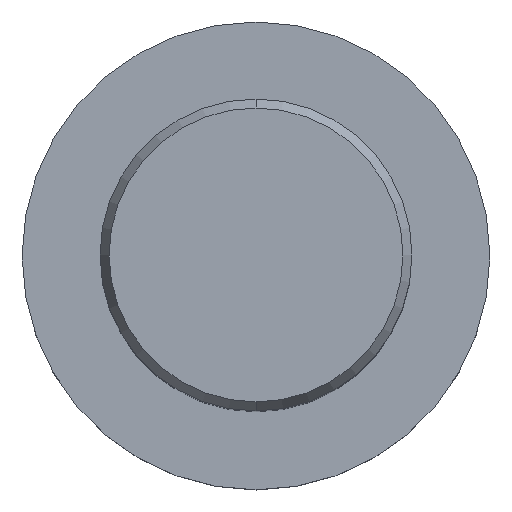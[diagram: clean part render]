
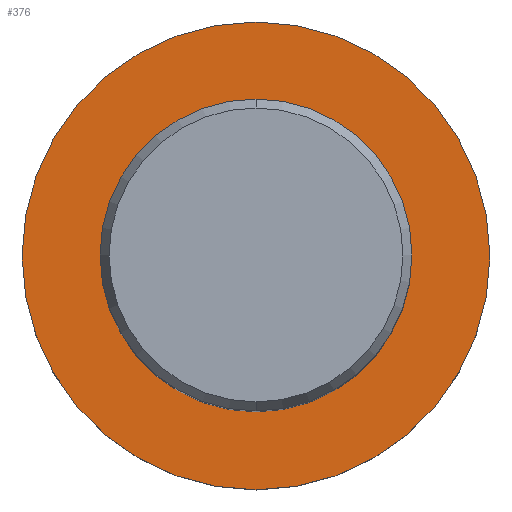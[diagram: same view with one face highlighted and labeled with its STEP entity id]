
A CAD part, top view. The second image highlights one B-rep face of the part: STEP entity #376.
In plain terms, the highlighted planar face has unit normal (0, 0, 1).
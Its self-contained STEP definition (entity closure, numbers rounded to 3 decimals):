
#220=EDGE_CURVE('',#512,#230,#587,.T.);
#230=VERTEX_POINT('',#598);
#262=VERTEX_POINT('',#633);
#334=EDGE_CURVE('',#230,#512,#712,.T.);
#376=ADVANCED_FACE('',(#760,#761),#762,.T.);
#500=VERTEX_POINT('',#895);
#512=VERTEX_POINT('',#908);
#524=EDGE_CURVE('',#500,#262,#922,.T.);
#542=EDGE_CURVE('',#262,#500,#941,.T.);
#587=CIRCLE('',#1006,30.0);
#598=CARTESIAN_POINT('',(0.,-30.0,-70.0));
#633=CARTESIAN_POINT('',(0.,-20.0,-70.0));
#712=CIRCLE('',#1223,30.0);
#760=FACE_BOUND('',#1383,.T.);
#761=FACE_OUTER_BOUND('',#1384,.T.);
#762=PLANE('',#1385);
#895=CARTESIAN_POINT('',(0.0,20.0,-70.0));
#908=CARTESIAN_POINT('',(0.0,30.0,-70.0));
#922=CIRCLE('',#1668,20.0);
#941=CIRCLE('',#1721,20.0);
#1006=AXIS2_PLACEMENT_3D('',#1757,#1758,#1759);
#1223=AXIS2_PLACEMENT_3D('',#1886,#1887,#1888);
#1383=EDGE_LOOP('',(#1963,#1964));
#1384=EDGE_LOOP('',(#1965,#1966));
#1385=AXIS2_PLACEMENT_3D('',#1967,#1968,#1969);
#1668=AXIS2_PLACEMENT_3D('',#2142,#2143,#2144);
#1721=AXIS2_PLACEMENT_3D('',#2167,#2168,#2169);
#1757=CARTESIAN_POINT('',(0.0,0.0,-70.0));
#1758=DIRECTION('',(0.0,0.0,-1.0));
#1759=DIRECTION('',(0.0,1.0,0.0));
#1886=CARTESIAN_POINT('',(0.0,0.0,-70.0));
#1887=DIRECTION('',(0.0,0.0,-1.0));
#1888=DIRECTION('',(0.0,1.0,0.0));
#1963=ORIENTED_EDGE('',*,*,#524,.T.);
#1964=ORIENTED_EDGE('',*,*,#542,.T.);
#1965=ORIENTED_EDGE('',*,*,#220,.F.);
#1966=ORIENTED_EDGE('',*,*,#334,.F.);
#1967=CARTESIAN_POINT('',(0.0,15.0,-70.0));
#1968=DIRECTION('',(-0.0,0.0,1.0));
#1969=DIRECTION('',(0.0,-1.0,0.0));
#2142=CARTESIAN_POINT('',(0.0,0.0,-70.0));
#2143=DIRECTION('',(-0.0,0.0,-1.0));
#2144=DIRECTION('',(0.0,1.0,0.0));
#2167=CARTESIAN_POINT('',(0.0,0.0,-70.0));
#2168=DIRECTION('',(-0.0,0.0,-1.0));
#2169=DIRECTION('',(0.0,1.0,0.0));
